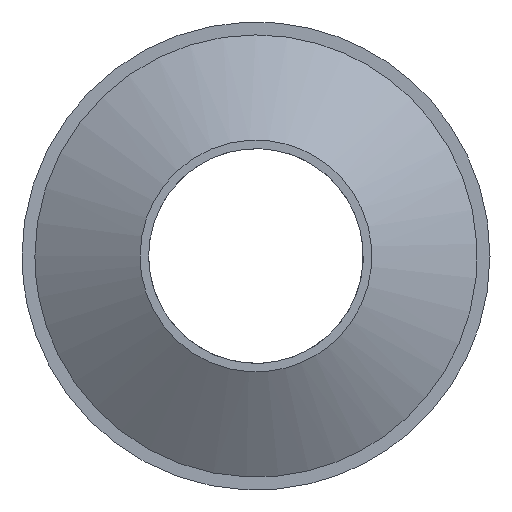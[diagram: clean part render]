
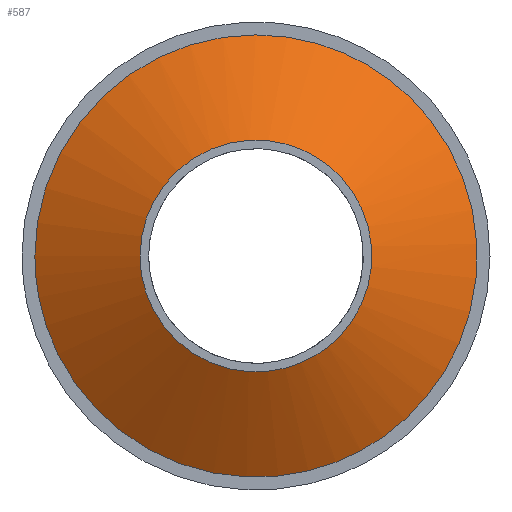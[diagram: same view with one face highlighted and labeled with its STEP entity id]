
A CAD part, left-side view. The second image highlights one B-rep face of the part: STEP entity #587.
In plain terms, the highlighted free-form (B-spline) face has degree [2, 1] with [7, 2] control points.
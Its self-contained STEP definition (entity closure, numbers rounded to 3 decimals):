
#515=CARTESIAN_POINT('V6',(-4.656,58.248,0.0)
   );
#516=VERTEX_POINT('V6',#515);
#517=CARTESIAN_POINT('E10',(-4.656,58.248,
   0.0));
#518=CARTESIAN_POINT('E10',(-4.656,58.248,
   89.201));
#519=CARTESIAN_POINT('E10',(-4.656,-19.002,
   44.6));
#520=CARTESIAN_POINT('E10',(-4.656,-96.252,
   0.));
#521=CARTESIAN_POINT('E10',(-4.656,-19.002,
   -44.6));
#522=CARTESIAN_POINT('E10',(-4.656,58.248,
   -89.201));
#523=CARTESIAN_POINT('E10',(-4.656,58.248,
   0.0));
#531=(BOUNDED_CURVE()B_SPLINE_CURVE(2,(#517,#518,#519,#520,#521,
   #522,#523),.CIRCULAR_ARC.,.T.,.U.)B_SPLINE_CURVE_WITH_KNOTS((3,
   2,2,3),(0.0,0.333,0.667,1.0),
   .UNSPECIFIED.)CURVE()GEOMETRIC_REPRESENTATION_ITEM()
   RATIONAL_B_SPLINE_CURVE((1.0,0.5,1.0,
   0.5,1.0,0.5,1.0))REPRESENTATION_ITEM(
   'E10'));
#532=EDGE_CURVE('E10',#516,#516,#531,.T.);
#537=CARTESIAN_POINT('F4',(-19.656,33.748,
   0.0));
#538=CARTESIAN_POINT('F4',(-19.656,33.748,
   46.765));
#539=CARTESIAN_POINT('F4',(-19.656,-6.752,
   23.383));
#540=CARTESIAN_POINT('F4',(-19.656,-47.252,
   0.));
#541=CARTESIAN_POINT('F4',(-19.656,-6.752,
   -23.383));
#542=CARTESIAN_POINT('F4',(-19.656,33.748,
   -46.765));
#543=CARTESIAN_POINT('F4',(-19.656,33.748,
   0.0));
#544=CARTESIAN_POINT('F4',(-4.656,58.248,0.0)
   );
#545=CARTESIAN_POINT('F4',(-4.656,58.248,
   89.201));
#546=CARTESIAN_POINT('F4',(-4.656,-19.002,
   44.6));
#547=CARTESIAN_POINT('F4',(-4.656,-96.252,
   0.));
#548=CARTESIAN_POINT('F4',(-4.656,-19.002,
   -44.6));
#549=CARTESIAN_POINT('F4',(-4.656,58.248,
   -89.201));
#550=CARTESIAN_POINT('F4',(-4.656,58.248,0.0)
   );
#558=(BOUNDED_SURFACE()B_SPLINE_SURFACE(2,1,((#537,#544),(#538,
   #545),(#539,#546),(#540,#547),(#541,#548),(#542,#549),(
   #543,#550)),.CONICAL_SURF.,.T.,.F.,.U.)
   B_SPLINE_SURFACE_WITH_KNOTS((3,2,2,3),(2,2),(0.0,
   0.333,0.667,1.0),(0.0,1.0),.UNSPECIFIED.
   )GEOMETRIC_REPRESENTATION_ITEM()RATIONAL_B_SPLINE_SURFACE(((
   1.0,1.0),(0.5,0.5),(1.0,1.0),(
   0.5,0.5),(1.0,1.0),(
   0.5,0.5),(1.0,1.0)))
   REPRESENTATION_ITEM('F4')SURFACE());
#559=CARTESIAN_POINT('V4',(-19.656,33.748,
   0.0));
#560=VERTEX_POINT('V4',#559);
#561=CARTESIAN_POINT('E9',(-4.656,58.248,0.0)
   );
#562=CARTESIAN_POINT('E9',(-19.656,33.748,
   0.0));
#563=QUASI_UNIFORM_CURVE('E9',1,(#561,#562),.POLYLINE_FORM.,.F.,.U.
   );
#564=EDGE_CURVE('E9',#516,#560,#563,.T.);
#565=ORIENTED_EDGE('E9',*,*,#564,.T.);
#566=CARTESIAN_POINT('E8',(-19.656,33.748,
   0.0));
#567=CARTESIAN_POINT('E8',(-19.656,33.748,
   46.765));
#568=CARTESIAN_POINT('E8',(-19.656,-6.752,
   23.383));
#569=CARTESIAN_POINT('E8',(-19.656,-47.252,
   0.));
#570=CARTESIAN_POINT('E8',(-19.656,-6.752,
   -23.383));
#571=CARTESIAN_POINT('E8',(-19.656,33.748,
   -46.765));
#572=CARTESIAN_POINT('E8',(-19.656,33.748,
   0.0));
#580=(BOUNDED_CURVE()B_SPLINE_CURVE(2,(#566,#567,#568,#569,#570,
   #571,#572),.CIRCULAR_ARC.,.T.,.U.)B_SPLINE_CURVE_WITH_KNOTS((3,
   2,2,3),(0.0,0.333,0.667,1.0),
   .UNSPECIFIED.)CURVE()GEOMETRIC_REPRESENTATION_ITEM()
   RATIONAL_B_SPLINE_CURVE((1.0,0.5,1.0,
   0.5,1.0,0.5,1.0))REPRESENTATION_ITEM(
   'E8'));
#581=EDGE_CURVE('E8',#560,#560,#580,.T.);
#582=ORIENTED_EDGE('E8',*,*,#581,.T.);
#583=ORIENTED_EDGE('E9',*,*,#564,.F.);
#584=ORIENTED_EDGE('F5',*,*,#532,.F.);
#585=EDGE_LOOP('F4',(#565,#582,#583,#584));
#586=FACE_OUTER_BOUND('F4',#585,.T.);
#587=ADVANCED_FACE('F4',(#586),#558,.T.);
